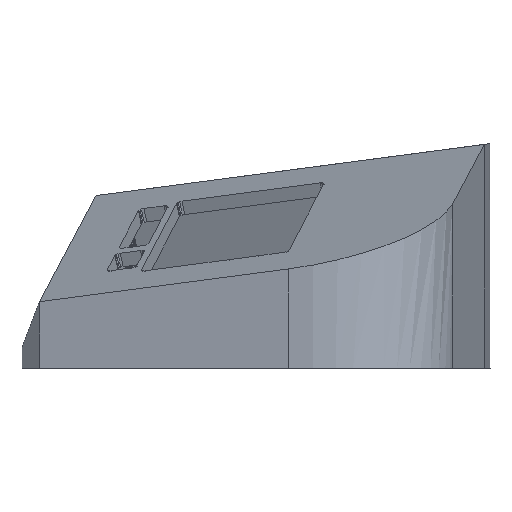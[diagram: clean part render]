
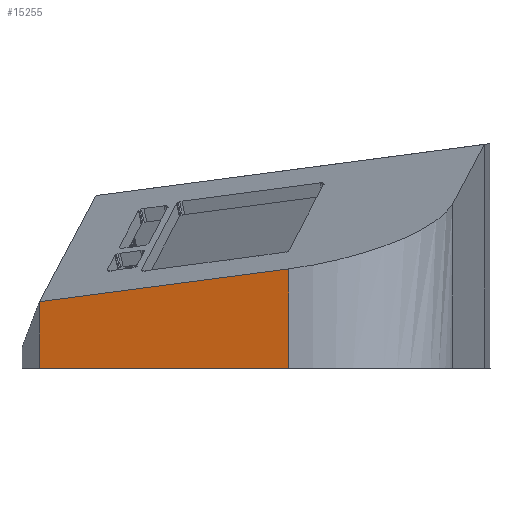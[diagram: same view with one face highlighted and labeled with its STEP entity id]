
A CAD part, left-side view. The second image highlights one B-rep face of the part: STEP entity #15255.
In plain terms, the highlighted planar face has unit normal (-0.974, 0.227, 0).
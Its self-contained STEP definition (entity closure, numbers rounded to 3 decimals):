
#120 = PLANE('',#121);
#121 = AXIS2_PLACEMENT_3D('',#122,#123,#124);
#122 = CARTESIAN_POINT('',(-400.,-321.738,42.054));
#123 = DIRECTION('',(0.,0.,1.));
#124 = DIRECTION('',(1.,0.,0.));
#4451 = PLANE('',#4452);
#4452 = AXIS2_PLACEMENT_3D('',#4453,#4454,#4455);
#4453 = CARTESIAN_POINT('',(42.573,40.753,
    -5.764));
#4454 = DIRECTION('',(-0.024,1.,0.));
#4455 = DIRECTION('',(-0.998,-0.024,
    0.062));
#4470 = VERTEX_POINT('',#4471);
#4471 = CARTESIAN_POINT('',(-188.97,35.272,
    42.054));
#4490 = EDGE_CURVE('',#4470,#4491,#4493,.T.);
#4491 = VERTEX_POINT('',#4492);
#4492 = CARTESIAN_POINT('',(-225.201,-120.321,
    42.054));
#4493 = SURFACE_CURVE('',#4494,(#4498,#4504),.PCURVE_S1.);
#4494 = LINE('',#4495,#4496);
#4495 = CARTESIAN_POINT('',(-242.883,-196.257,
    42.054));
#4496 = VECTOR('',#4497,1.);
#4497 = DIRECTION('',(-0.227,-0.974,0.));
#4498 = PCURVE('',#120,#4499);
#4499 = DEFINITIONAL_REPRESENTATION('',(#4500),#4503);
#4500 = B_SPLINE_CURVE_WITH_KNOTS('',1,(#4501,#4502),.UNSPECIFIED.,.F.,
  .F.,(2,2),(-269.781,-51.842),.PIECEWISE_BEZIER_KNOTS.);
#4501 = CARTESIAN_POINT('',(218.301,388.233));
#4502 = CARTESIAN_POINT('',(168.874,175.973));
#4503 = ( GEOMETRIC_REPRESENTATION_CONTEXT(2) 
PARAMETRIC_REPRESENTATION_CONTEXT() REPRESENTATION_CONTEXT('2D SPACE',''
  ) );
#4504 = PCURVE('',#4505,#4510);
#4505 = PLANE('',#4506);
#4506 = AXIS2_PLACEMENT_3D('',#4507,#4508,#4509);
#4507 = CARTESIAN_POINT('',(-207.085,-42.524,
    18.922));
#4508 = DIRECTION('',(0.974,-0.227,0.));
#4509 = DIRECTION('',(0.225,0.966,-0.127));
#4510 = DEFINITIONAL_REPRESENTATION('',(#4511),#4514);
#4511 = B_SPLINE_CURVE_WITH_KNOTS('',1,(#4512,#4513),.UNSPECIFIED.,.F.,
  .F.,(2,2),(-269.781,-51.842),.PIECEWISE_BEZIER_KNOTS.);
#4512 = CARTESIAN_POINT('',(108.085,37.181));
#4513 = CARTESIAN_POINT('',(-108.085,9.463));
#4514 = ( GEOMETRIC_REPRESENTATION_CONTEXT(2) 
PARAMETRIC_REPRESENTATION_CONTEXT() REPRESENTATION_CONTEXT('2D SPACE',''
  ) );
#4578 = SURFACE_OF_LINEAR_EXTRUSION('',#4579,#4584);
#4579 = CIRCLE('',#4580,90.);
#4580 = AXIS2_PLACEMENT_3D('',#4581,#4582,#4583);
#4581 = CARTESIAN_POINT('',(-141.566,-135.932,
    -16.484));
#4582 = DIRECTION('',(0.293,-0.192,-0.937));
#4583 = DIRECTION('',(-0.225,-0.966,0.127));
#4584 = VECTOR('',#4585,1.);
#4585 = DIRECTION('',(0.,0.,1.));
#8108 = PLANE('',#8109);
#8109 = AXIS2_PLACEMENT_3D('',#8110,#8111,#8112);
#8110 = CARTESIAN_POINT('',(-116.102,-98.188,
    133.763));
#8111 = DIRECTION('',(0.293,-0.192,-0.937));
#8112 = DIRECTION('',(-0.954,0.,-0.299));
#8125 = VERTEX_POINT('',#8126);
#8126 = CARTESIAN_POINT('',(-188.97,35.272,
    83.68));
#15234 = EDGE_CURVE('',#4470,#8125,#15235,.T.);
#15235 = SURFACE_CURVE('',#15236,(#15240,#15247),.PCURVE_S1.);
#15236 = LINE('',#15237,#15238);
#15237 = CARTESIAN_POINT('',(-188.97,35.272,
    -66.32));
#15238 = VECTOR('',#15239,1.);
#15239 = DIRECTION('',(0.,0.,1.));
#15240 = PCURVE('',#4451,#15241);
#15241 = DEFINITIONAL_REPRESENTATION('',(#15242),#15246);
#15242 = LINE('',#15243,#15244);
#15243 = CARTESIAN_POINT('',(227.389,-74.855));
#15244 = VECTOR('',#15245,1.);
#15245 = DIRECTION('',(0.062,0.998));
#15246 = ( GEOMETRIC_REPRESENTATION_CONTEXT(2) 
PARAMETRIC_REPRESENTATION_CONTEXT() REPRESENTATION_CONTEXT('2D SPACE',''
  ) );
#15247 = PCURVE('',#4505,#15248);
#15248 = DEFINITIONAL_REPRESENTATION('',(#15249),#15253);
#15249 = LINE('',#15250,#15251);
#15250 = CARTESIAN_POINT('',(90.071,-74.391));
#15251 = VECTOR('',#15252,1.);
#15252 = DIRECTION('',(-0.127,0.992));
#15253 = ( GEOMETRIC_REPRESENTATION_CONTEXT(2) 
PARAMETRIC_REPRESENTATION_CONTEXT() REPRESENTATION_CONTEXT('2D SPACE',''
  ) );
#15255 = ADVANCED_FACE('',(#15256),#4505,.F.);
#15256 = FACE_BOUND('',#15257,.F.);
#15257 = EDGE_LOOP('',(#15258,#15281,#15282,#15283));
#15258 = ORIENTED_EDGE('',*,*,#15259,.F.);
#15259 = EDGE_CURVE('',#4491,#15260,#15262,.T.);
#15260 = VERTEX_POINT('',#15261);
#15261 = CARTESIAN_POINT('',(-225.201,-120.321,
    104.164));
#15262 = SURFACE_CURVE('',#15263,(#15267,#15274),.PCURVE_S1.);
#15263 = LINE('',#15264,#15265);
#15264 = CARTESIAN_POINT('',(-225.201,-120.321,
    -45.836));
#15265 = VECTOR('',#15266,1.);
#15266 = DIRECTION('',(0.,0.,1.));
#15267 = PCURVE('',#4505,#15268);
#15268 = DEFINITIONAL_REPRESENTATION('',(#15269),#15273);
#15269 = LINE('',#15270,#15271);
#15270 = CARTESIAN_POINT('',(-70.993,-74.391));
#15271 = VECTOR('',#15272,1.);
#15272 = DIRECTION('',(-0.127,0.992));
#15273 = ( GEOMETRIC_REPRESENTATION_CONTEXT(2) 
PARAMETRIC_REPRESENTATION_CONTEXT() REPRESENTATION_CONTEXT('2D SPACE',''
  ) );
#15274 = PCURVE('',#4578,#15275);
#15275 = DEFINITIONAL_REPRESENTATION('',(#15276),#15280);
#15276 = LINE('',#15277,#15278);
#15277 = CARTESIAN_POINT('',(1.571,0.));
#15278 = VECTOR('',#15279,1.);
#15279 = DIRECTION('',(0.,1.));
#15280 = ( GEOMETRIC_REPRESENTATION_CONTEXT(2) 
PARAMETRIC_REPRESENTATION_CONTEXT() REPRESENTATION_CONTEXT('2D SPACE',''
  ) );
#15281 = ORIENTED_EDGE('',*,*,#4490,.F.);
#15282 = ORIENTED_EDGE('',*,*,#15234,.T.);
#15283 = ORIENTED_EDGE('',*,*,#15284,.F.);
#15284 = EDGE_CURVE('',#15260,#8125,#15285,.T.);
#15285 = SURFACE_CURVE('',#15286,(#15290,#15297),.PCURVE_S1.);
#15286 = LINE('',#15287,#15288);
#15287 = CARTESIAN_POINT('',(-225.201,-120.321,
    104.164));
#15288 = VECTOR('',#15289,1.);
#15289 = DIRECTION('',(0.225,0.966,-0.127));
#15290 = PCURVE('',#4505,#15291);
#15291 = DEFINITIONAL_REPRESENTATION('',(#15292),#15296);
#15292 = LINE('',#15293,#15294);
#15293 = CARTESIAN_POINT('',(-90.071,74.391));
#15294 = VECTOR('',#15295,1.);
#15295 = DIRECTION('',(1.,0.));
#15296 = ( GEOMETRIC_REPRESENTATION_CONTEXT(2) 
PARAMETRIC_REPRESENTATION_CONTEXT() REPRESENTATION_CONTEXT('2D SPACE',''
  ) );
#15297 = PCURVE('',#8108,#15298);
#15298 = DEFINITIONAL_REPRESENTATION('',(#15299),#15303);
#15299 = LINE('',#15300,#15301);
#15300 = CARTESIAN_POINT('',(112.961,-22.55));
#15301 = VECTOR('',#15302,1.);
#15302 = DIRECTION('',(-0.177,0.984));
#15303 = ( GEOMETRIC_REPRESENTATION_CONTEXT(2) 
PARAMETRIC_REPRESENTATION_CONTEXT() REPRESENTATION_CONTEXT('2D SPACE',''
  ) );
